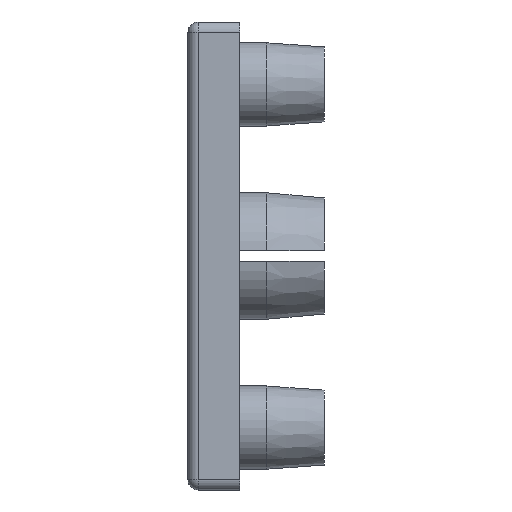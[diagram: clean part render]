
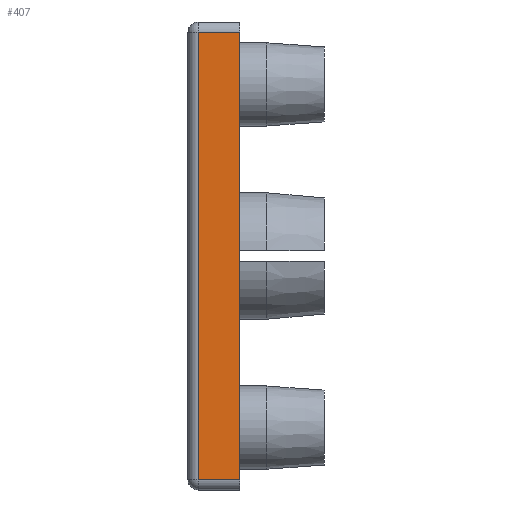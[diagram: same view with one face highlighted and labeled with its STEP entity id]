
A CAD part, left-side view. The second image highlights one B-rep face of the part: STEP entity #407.
In plain terms, the highlighted planar face has unit normal (-1, 0, 0).
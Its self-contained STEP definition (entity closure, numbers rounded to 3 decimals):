
#64 = ORIENTED_EDGE ( 'NONE', *, *, #1160, .T. ) ;
#69 = LINE ( 'NONE', #857, #783 ) ;
#92 = VERTEX_POINT ( 'NONE', #2957 ) ;
#94 = CARTESIAN_POINT ( 'NONE',  ( -45., -1., 21.5 ) ) ;
#241 = ORIENTED_EDGE ( 'NONE', *, *, #2231, .T. ) ;
#320 = DIRECTION ( 'NONE',  ( 0., -1., 0. ) ) ;
#349 = EDGE_CURVE ( 'NONE', #92, #1929, #69, .T. ) ;
#407 = ADVANCED_FACE ( 'NONE', ( #1035 ), #1164, .T. ) ;
#591 = AXIS2_PLACEMENT_3D ( 'NONE', #1911, #1917, #1901 ) ;
#630 = VECTOR ( 'NONE', #1767, 1000. ) ;
#783 = VECTOR ( 'NONE', #1286, 1000. ) ;
#857 = CARTESIAN_POINT ( 'NONE',  ( -45., -5., -22.5 ) ) ;
#1035 = FACE_OUTER_BOUND ( 'NONE', #2589, .T. ) ;
#1075 = VECTOR ( 'NONE', #320, 1000. ) ;
#1119 = VERTEX_POINT ( 'NONE', #94 ) ;
#1160 = EDGE_CURVE ( 'NONE', #2344, #92, #2390, .T. ) ;
#1164 = PLANE ( 'NONE',  #591 ) ;
#1257 = CARTESIAN_POINT ( 'NONE',  ( -45., -5., -21.5 ) ) ;
#1286 = DIRECTION ( 'NONE',  ( 0., 0., 1. ) ) ;
#1288 = CARTESIAN_POINT ( 'NONE',  ( -45., -1., -22.5 ) ) ;
#1329 = ORIENTED_EDGE ( 'NONE', *, *, #1974, .T. ) ;
#1767 = DIRECTION ( 'NONE',  ( 0., 0., -1. ) ) ;
#1826 = CARTESIAN_POINT ( 'NONE',  ( -45., -5., 21.5 ) ) ;
#1887 = LINE ( 'NONE', #1826, #2590 ) ;
#1901 = DIRECTION ( 'NONE',  ( 0., 0., 1. ) ) ;
#1911 = CARTESIAN_POINT ( 'NONE',  ( -45., -5., -22.5 ) ) ;
#1917 = DIRECTION ( 'NONE',  ( -1., 0., 0. ) ) ;
#1929 = VERTEX_POINT ( 'NONE', #2709 ) ;
#1974 = EDGE_CURVE ( 'NONE', #1119, #2344, #2489, .T. ) ;
#2231 = EDGE_CURVE ( 'NONE', #1929, #1119, #1887, .T. ) ;
#2344 = VERTEX_POINT ( 'NONE', #2374 ) ;
#2374 = CARTESIAN_POINT ( 'NONE',  ( -45., -1., -21.5 ) ) ;
#2390 = LINE ( 'NONE', #1257, #1075 ) ;
#2489 = LINE ( 'NONE', #1288, #630 ) ;
#2557 = ORIENTED_EDGE ( 'NONE', *, *, #349, .T. ) ;
#2589 = EDGE_LOOP ( 'NONE', ( #2557, #241, #1329, #64 ) ) ;
#2590 = VECTOR ( 'NONE', #2970, 1000. ) ;
#2709 = CARTESIAN_POINT ( 'NONE',  ( -45., -5., 21.5 ) ) ;
#2957 = CARTESIAN_POINT ( 'NONE',  ( -45., -5., -21.5 ) ) ;
#2970 = DIRECTION ( 'NONE',  ( 0., 1., 0. ) ) ;
